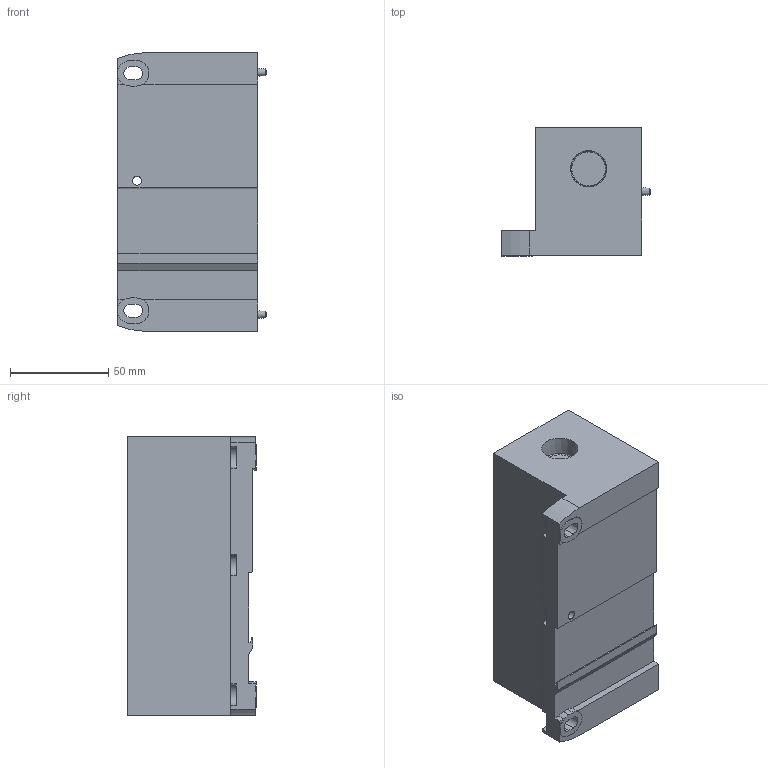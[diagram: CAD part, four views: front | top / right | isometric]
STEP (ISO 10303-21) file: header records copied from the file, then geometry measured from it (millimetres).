
FILE_DESCRIPTION(/* description */ ('STEP AP214'),/* implementation_level */ '2;1');
FILE_NAME(/* name */ '543414_VABE-S6-1LT-C-M1-S37',/* time_stamp */ '2024-09-15T17:38:24+02:00',/* author */ ('License CC BY-ND 4.0'),/* organization */ ('CADENAS'),/* preprocessor_version */ 'ST-DEVELOPER v19.3',/* originating_system */ 'PARTsolutions',/* authorisation */ ' ');
FILE_SCHEMA (('AUTOMOTIVE_DESIGN {1 0 10303 214 3 1 1}'));
Length unit declared in the file: millimetre
Products named in the file (2): 543414 VABE-S6-1LT-C-M1-S37; 543414 VABE-S6-1LT-C-M1-S37---(sp)
Assembly tree (1 placements, depth 2):
  543414 VABE-S6-1LT-C-M1-S37
    543414 VABE-S6-1LT-C-M1-S37---(sp)
Bounding box: 75.55 x 65.4 x 142 mm (x, y, z)
Volume: 462545.8 mm3; surface area: 54507.4 mm2
Topology: 1 solids, 1 shells, 223 faces, 553 edges, 378 vertices
Faces by surface type: plane 124, cylinder 81, cone 17, torus 1
Full cylindrical faces by diameter (mm): 1.02 x37, 2.459 x2, 3.242 x3, 4 x2, 4.134 x4, 4.5 x1
Entity records: 5975 total; most frequent: DIRECTION 1062, CARTESIAN_POINT 992, ORIENTED_EDGE 868, EDGE_CURVE 434, AXIS2_PLACEMENT_3D 403, FACE_BOUND 349, EDGE_LOOP 342, VERTEX_POINT 333
